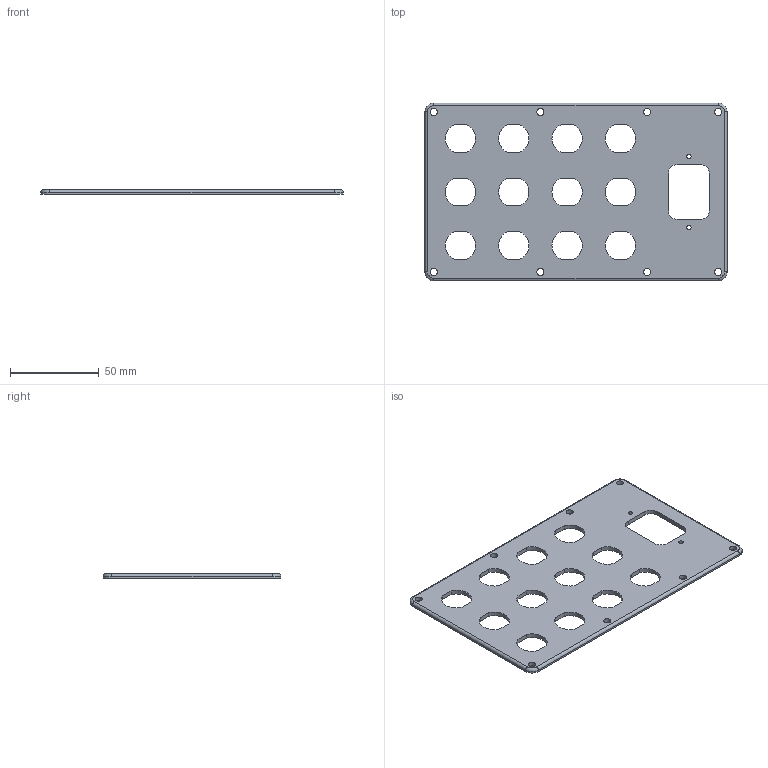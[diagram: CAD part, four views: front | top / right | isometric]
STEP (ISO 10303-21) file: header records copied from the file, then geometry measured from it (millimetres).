
FILE_DESCRIPTION(('FreeCAD Model'),'2;1');
FILE_NAME('Open CASCADE Shape Model','2025-08-05T22:42:07',(''),(''), 'Open CASCADE STEP processor 7.8','FreeCAD','Unknown');
FILE_SCHEMA(('AUTOMOTIVE_DESIGN { 1 0 10303 214 1 1 1 1 }'));
Length unit declared in the file: millimetre
Products named in the file (1): Body
Bounding box: 170 x 100 x 2.5 mm (x, y, z)
Volume: 33573.2 mm3; surface area: 30177.8 mm2
Topology: 1 solids, 1 shells, 84 faces, 238 edges, 156 vertices
Faces by surface type: cylinder 46, plane 34, torus 4
Full cylindrical faces by diameter (mm): 2.5 x2, 4 x8
Entity records: 2868 total; most frequent: DIRECTION 504, CARTESIAN_POINT 479, ORIENTED_EDGE 476, EDGE_CURVE 238, AXIS2_PLACEMENT_3D 181, VERTEX_POINT 156, LINE 142, VECTOR 142
